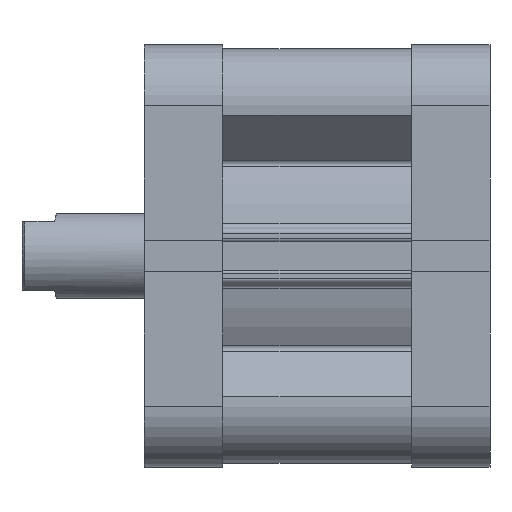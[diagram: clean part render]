
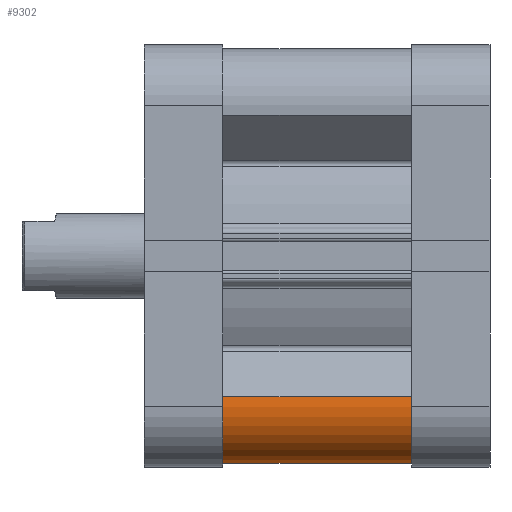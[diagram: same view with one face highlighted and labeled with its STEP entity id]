
A CAD part, front view. The second image highlights one B-rep face of the part: STEP entity #9302.
In plain terms, the highlighted cylindrical face has radius 10.75 mm (diameter 21.5 mm), a partial arc.
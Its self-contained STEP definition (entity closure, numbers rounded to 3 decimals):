
#1255 = DIRECTION ( 'NONE',  ( -1., 0., 0. ) ) ;
#1256 = DIRECTION ( 'NONE',  ( 0., 0., -1. ) ) ;
#1257 = CARTESIAN_POINT ( 'NONE',  ( -28.25, -28.25, 35.5 ) ) ;
#3335 = DIRECTION ( 'NONE',  ( 0., 0., -1. ) ) ;
#3336 = CARTESIAN_POINT ( 'NONE',  ( -26.479, -38.853, 35.5 ) ) ;
#3340 = DIRECTION ( 'NONE',  ( -1., 0., 0. ) ) ;
#3341 = DIRECTION ( 'NONE',  ( 0., 0., 1. ) ) ;
#3342 = DIRECTION ( 'NONE',  ( 0., 0., -1. ) ) ;
#3343 = CARTESIAN_POINT ( 'NONE',  ( -39., -28.25, 35.5 ) ) ;
#3352 = CARTESIAN_POINT ( 'NONE',  ( -28.25, -28.25, 35.5 ) ) ;
#3373 = DIRECTION ( 'NONE',  ( -1., 0., 0. ) ) ;
#3374 = DIRECTION ( 'NONE',  ( 0., 0., 1. ) ) ;
#3376 = CARTESIAN_POINT ( 'NONE',  ( -28.25, -28.25, 0. ) ) ;
#4407 = ORIENTED_EDGE ( 'NONE', *, *, #8187, .F. ) ;
#4408 = ORIENTED_EDGE ( 'NONE', *, *, #8176, .T. ) ;
#4409 = ORIENTED_EDGE ( 'NONE', *, *, #8185, .T. ) ;
#4410 = ORIENTED_EDGE ( 'NONE', *, *, #8186, .F. ) ;
#5546 = CIRCLE ( 'NONE', #8665, 10.75 ) ;
#5553 = LINE ( 'NONE', #3343, #5554 ) ;
#5554 = VECTOR ( 'NONE', #3342, 1000. ) ;
#5557 = LINE ( 'NONE', #3336, #5558 ) ;
#5558 = VECTOR ( 'NONE', #3335, 1000. ) ;
#5561 = CIRCLE ( 'NONE', #8671, 10.75 ) ;
#6273 = FACE_OUTER_BOUND ( 'NONE', #6451, .T. ) ;
#6276 = CYLINDRICAL_SURFACE ( 'NONE', #8912, 10.75 ) ;
#6451 = EDGE_LOOP ( 'NONE', ( #4410, #4409, #4408, #4407 ) ) ;
#7012 = VERTEX_POINT ( 'NONE', #9767 ) ;
#7013 = VERTEX_POINT ( 'NONE', #9763 ) ;
#7014 = VERTEX_POINT ( 'NONE', #9758 ) ;
#7015 = VERTEX_POINT ( 'NONE', #9755 ) ;
#8176 = EDGE_CURVE ( 'NONE', #7013, #7012, #5546, .T. ) ;
#8185 = EDGE_CURVE ( 'NONE', #7015, #7013, #5553, .T. ) ;
#8186 = EDGE_CURVE ( 'NONE', #7015, #7014, #5561, .T. ) ;
#8187 = EDGE_CURVE ( 'NONE', #7014, #7012, #5557, .T. ) ;
#8665 = AXIS2_PLACEMENT_3D ( 'NONE', #3376, #3374, #3373 ) ;
#8671 = AXIS2_PLACEMENT_3D ( 'NONE', #3352, #3341, #3340 ) ;
#8912 = AXIS2_PLACEMENT_3D ( 'NONE', #1257, #1256, #1255 ) ;
#9302 = ADVANCED_FACE ( 'NONE', ( #6273 ), #6276, .T. ) ;
#9755 = CARTESIAN_POINT ( 'NONE',  ( -39., -28.25, 35.5 ) ) ;
#9758 = CARTESIAN_POINT ( 'NONE',  ( -26.479, -38.853, 35.5 ) ) ;
#9763 = CARTESIAN_POINT ( 'NONE',  ( -39., -28.25, 0. ) ) ;
#9767 = CARTESIAN_POINT ( 'NONE',  ( -26.479, -38.853, 0. ) ) ;
